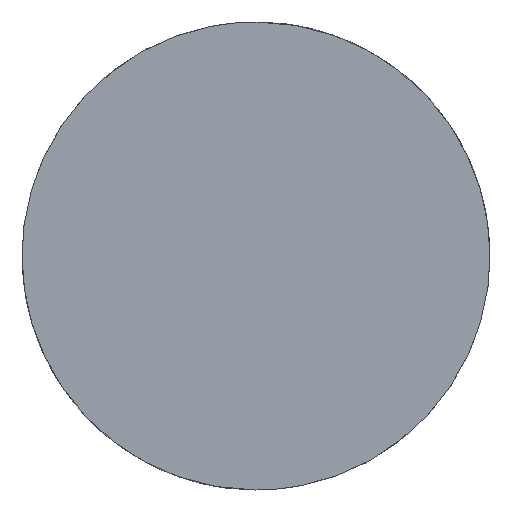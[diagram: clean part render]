
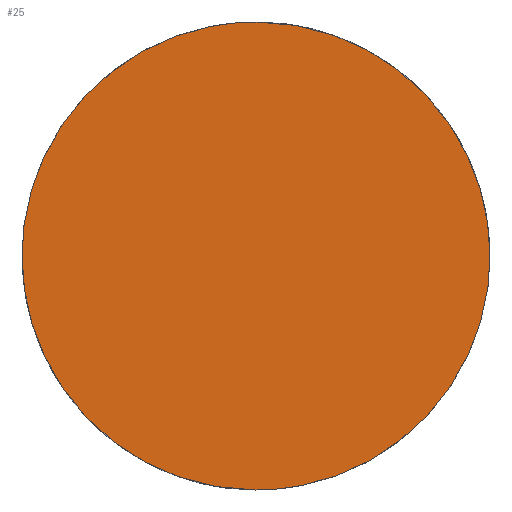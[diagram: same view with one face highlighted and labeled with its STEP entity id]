
A CAD part, front view. The second image highlights one B-rep face of the part: STEP entity #25.
In plain terms, the highlighted planar face has unit normal (0, -1, 0).
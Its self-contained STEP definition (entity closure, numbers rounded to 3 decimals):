
#25=ADVANCED_FACE('',(#35),#140,.T.);
#35=FACE_OUTER_BOUND('',#45,.T.);
#45=EDGE_LOOP('',(#58,#59));
#58=ORIENTED_EDGE('',*,*,#107,.F.);
#59=ORIENTED_EDGE('',*,*,#90,.F.);
#90=EDGE_CURVE('',#126,#135,#120,.T.);
#107=EDGE_CURVE('',#135,#126,#125,.T.);
#120=(
BOUNDED_CURVE()
B_SPLINE_CURVE(2,(#324,#325,#326,#327,#328),.UNSPECIFIED.,.F.,.F.)
B_SPLINE_CURVE_WITH_KNOTS((3,2,3),(-6.283,-4.712,
-3.142),.UNSPECIFIED.)
CURVE()
GEOMETRIC_REPRESENTATION_ITEM()
RATIONAL_B_SPLINE_CURVE((1.,0.707,1.,0.707,1.))
REPRESENTATION_ITEM('')
);
#125=(
BOUNDED_CURVE()
B_SPLINE_CURVE(2,(#399,#400,#401,#402,#403),.UNSPECIFIED.,.F.,.F.)
B_SPLINE_CURVE_WITH_KNOTS((3,2,3),(-3.142,-1.571,0.),
 .UNSPECIFIED.)
CURVE()
GEOMETRIC_REPRESENTATION_ITEM()
RATIONAL_B_SPLINE_CURVE((1.,0.707,1.,0.707,1.))
REPRESENTATION_ITEM('')
);
#126=VERTEX_POINT('',#314);
#135=VERTEX_POINT('',#323);
#140=PLANE('',#166);
#166=AXIS2_PLACEMENT_3D('',#186,#171,$);
#171=DIRECTION('',(0.,-1.,0.));
#186=CARTESIAN_POINT('',(-40.685,-54.837,1.25));
#314=CARTESIAN_POINT('',(-39.435,-54.837,1.));
#323=CARTESIAN_POINT('',(-39.435,-54.837,-1.));
#324=CARTESIAN_POINT('',(-39.435,-54.837,1.));
#325=CARTESIAN_POINT('',(-38.435,-54.837,1.));
#326=CARTESIAN_POINT('',(-38.435,-54.837,0.));
#327=CARTESIAN_POINT('',(-38.435,-54.837,-1.));
#328=CARTESIAN_POINT('',(-39.435,-54.837,-1.));
#399=CARTESIAN_POINT('',(-39.435,-54.837,-1.));
#400=CARTESIAN_POINT('',(-40.435,-54.837,-1.));
#401=CARTESIAN_POINT('',(-40.435,-54.837,0.));
#402=CARTESIAN_POINT('',(-40.435,-54.837,1.));
#403=CARTESIAN_POINT('',(-39.435,-54.837,1.));
